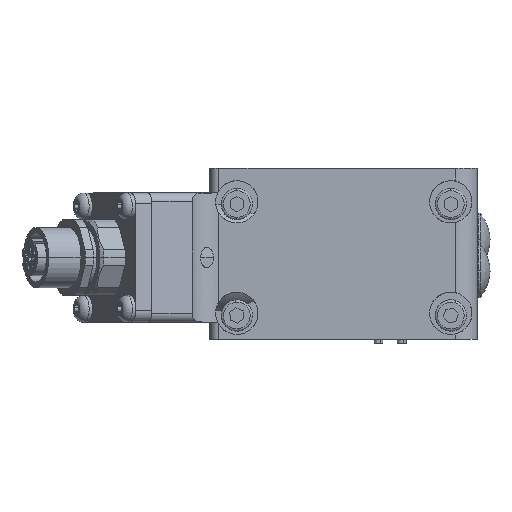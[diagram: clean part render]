
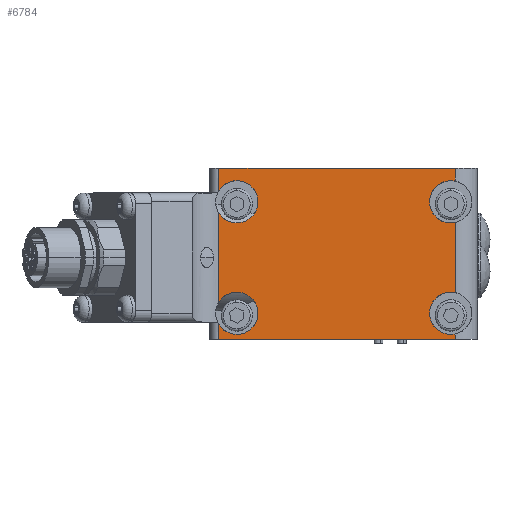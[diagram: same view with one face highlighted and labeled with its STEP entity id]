
A CAD part, top view. The second image highlights one B-rep face of the part: STEP entity #6784.
In plain terms, the highlighted planar face has unit normal (0, 0, 1).
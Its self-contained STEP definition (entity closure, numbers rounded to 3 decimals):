
#1244 = ORIENTED_EDGE ( 'NONE', *, *, #29777, .T. ) ;
#1299 = CARTESIAN_POINT ( 'NONE',  ( 45., -8.706, 33. ) ) ;
#1496 = VERTEX_POINT ( 'NONE', #21983 ) ;
#1707 = ORIENTED_EDGE ( 'NONE', *, *, #24872, .F. ) ;
#2728 = DIRECTION ( 'NONE',  ( -1., 0., 0. ) ) ;
#3697 = DIRECTION ( 'NONE',  ( 0., 0., -1. ) ) ;
#3725 = VECTOR ( 'NONE', #24352, 1000. ) ;
#4112 = VERTEX_POINT ( 'NONE', #33624 ) ;
#4139 = FACE_OUTER_BOUND ( 'NONE', #30271, .T. ) ;
#4225 = VECTOR ( 'NONE', #20180, 1000. ) ;
#4757 = CARTESIAN_POINT ( 'NONE',  ( 50., 19.15, 33. ) ) ;
#4891 = ORIENTED_EDGE ( 'NONE', *, *, #30317, .T. ) ;
#5776 = CIRCLE ( 'NONE', #27397, 4.75 ) ;
#5926 = CARTESIAN_POINT ( 'NONE',  ( 45., -17.994, 33. ) ) ;
#6124 = DIRECTION ( 'NONE',  ( 0., 0., -1. ) ) ;
#6784 = ADVANCED_FACE ( 'NONE', ( #4139 ), #13859, .F. ) ;
#6871 = AXIS2_PLACEMENT_3D ( 'NONE', #35033, #6124, #15637 ) ;
#6885 = DIRECTION ( 'NONE',  ( 0., -1., 0. ) ) ;
#7487 = CARTESIAN_POINT ( 'NONE',  ( 50., 19.15, 33. ) ) ;
#7703 = AXIS2_PLACEMENT_3D ( 'NONE', #16376, #3697, #26106 ) ;
#8434 = AXIS2_PLACEMENT_3D ( 'NONE', #13148, #38699, #32539 ) ;
#8567 = VERTEX_POINT ( 'NONE', #1299 ) ;
#9116 = LINE ( 'NONE', #15863, #21386 ) ;
#9381 = EDGE_CURVE ( 'NONE', #35337, #24515, #12787, .T. ) ;
#9645 = VECTOR ( 'NONE', #11800, 1000. ) ;
#9716 = CARTESIAN_POINT ( 'NONE',  ( 45., 19.15, 33. ) ) ;
#9994 = VERTEX_POINT ( 'NONE', #30963 ) ;
#10221 = LINE ( 'NONE', #7487, #4225 ) ;
#10229 = VERTEX_POINT ( 'NONE', #17454 ) ;
#10263 = DIRECTION ( 'NONE',  ( -1., 0., 0. ) ) ;
#10569 = CIRCLE ( 'NONE', #34153, 4.75 ) ;
#10834 = CARTESIAN_POINT ( 'NONE',  ( 39.25, 11.65, 33. ) ) ;
#11177 = LINE ( 'NONE', #24302, #9645 ) ;
#11646 = CARTESIAN_POINT ( 'NONE',  ( 45., 19.15, 33. ) ) ;
#11727 = CARTESIAN_POINT ( 'NONE',  ( -8., 9.088, 33. ) ) ;
#11743 = CARTESIAN_POINT ( 'NONE',  ( 45., 7.006, 33. ) ) ;
#11800 = DIRECTION ( 'NONE',  ( 0., -1., 0. ) ) ;
#12436 = CIRCLE ( 'NONE', #8434, 4.75 ) ;
#12467 = DIRECTION ( 'NONE',  ( 0., 0., -1. ) ) ;
#12719 = EDGE_CURVE ( 'NONE', #14418, #38373, #24468, .T. ) ;
#12787 = CIRCLE ( 'NONE', #24980, 4.75 ) ;
#12992 = AXIS2_PLACEMENT_3D ( 'NONE', #31654, #12467, #2728 ) ;
#13148 = CARTESIAN_POINT ( 'NONE',  ( -4., -13.35, 33. ) ) ;
#13395 = EDGE_CURVE ( 'NONE', #23743, #29679, #38902, .T. ) ;
#13558 = EDGE_CURVE ( 'NONE', #1496, #19055, #27915, .T. ) ;
#13859 = PLANE ( 'NONE',  #30591 ) ;
#13871 = EDGE_CURVE ( 'NONE', #41780, #8567, #5776, .T. ) ;
#14418 = VERTEX_POINT ( 'NONE', #15916 ) ;
#14419 = DIRECTION ( 'NONE',  ( -1., 0., 0. ) ) ;
#14884 = ORIENTED_EDGE ( 'NONE', *, *, #36296, .T. ) ;
#15637 = DIRECTION ( 'NONE',  ( -1., 0., 0. ) ) ;
#15863 = CARTESIAN_POINT ( 'NONE',  ( -8., 19.15, 33. ) ) ;
#15916 = CARTESIAN_POINT ( 'NONE',  ( 0.75, -13.35, 33. ) ) ;
#16278 = DIRECTION ( 'NONE',  ( 0., -1., 0. ) ) ;
#16376 = CARTESIAN_POINT ( 'NONE',  ( 44., -13.35, 33. ) ) ;
#16520 = ORIENTED_EDGE ( 'NONE', *, *, #22058, .T. ) ;
#16523 = DIRECTION ( 'NONE',  ( 0., 1., 0. ) ) ;
#17454 = CARTESIAN_POINT ( 'NONE',  ( -8., -10.788, 33. ) ) ;
#17650 = VECTOR ( 'NONE', #6885, 1000. ) ;
#17819 = ORIENTED_EDGE ( 'NONE', *, *, #13871, .T. ) ;
#18384 = ORIENTED_EDGE ( 'NONE', *, *, #13395, .T. ) ;
#18424 = ORIENTED_EDGE ( 'NONE', *, *, #33920, .T. ) ;
#18665 = DIRECTION ( 'NONE',  ( 0., 0., -1. ) ) ;
#18700 = ORIENTED_EDGE ( 'NONE', *, *, #13558, .T. ) ;
#18724 = ORIENTED_EDGE ( 'NONE', *, *, #30839, .T. ) ;
#18764 = CIRCLE ( 'NONE', #24153, 4.75 ) ;
#19040 = DIRECTION ( 'NONE',  ( 0., 1., 0. ) ) ;
#19055 = VERTEX_POINT ( 'NONE', #5926 ) ;
#19244 = CARTESIAN_POINT ( 'NONE',  ( 45., 19.15, 33. ) ) ;
#19282 = DIRECTION ( 'NONE',  ( -1., 0., 0. ) ) ;
#19409 = VERTEX_POINT ( 'NONE', #39400 ) ;
#19472 = CARTESIAN_POINT ( 'NONE',  ( -4., 11.65, 33. ) ) ;
#20180 = DIRECTION ( 'NONE',  ( 1., 0., 0. ) ) ;
#20339 = LINE ( 'NONE', #29781, #22366 ) ;
#20635 = EDGE_CURVE ( 'NONE', #4112, #35337, #10569, .T. ) ;
#20707 = EDGE_CURVE ( 'NONE', #24515, #10229, #9116, .T. ) ;
#21386 = VECTOR ( 'NONE', #16278, 1000. ) ;
#21983 = CARTESIAN_POINT ( 'NONE',  ( 45., -19.15, 33. ) ) ;
#22058 = EDGE_CURVE ( 'NONE', #8567, #40716, #34797, .T. ) ;
#22242 = CARTESIAN_POINT ( 'NONE',  ( -8., -15.912, 33. ) ) ;
#22366 = VECTOR ( 'NONE', #36112, 1000. ) ;
#22952 = CARTESIAN_POINT ( 'NONE',  ( 39.25, -13.35, 33. ) ) ;
#23743 = VERTEX_POINT ( 'NONE', #27423 ) ;
#24153 = AXIS2_PLACEMENT_3D ( 'NONE', #27868, #41589, #40765 ) ;
#24302 = CARTESIAN_POINT ( 'NONE',  ( -8., 19.15, 33. ) ) ;
#24352 = DIRECTION ( 'NONE',  ( 0., 1., 0. ) ) ;
#24468 = CIRCLE ( 'NONE', #6871, 4.75 ) ;
#24515 = VERTEX_POINT ( 'NONE', #11727 ) ;
#24872 = EDGE_CURVE ( 'NONE', #19409, #29679, #10221, .T. ) ;
#24980 = AXIS2_PLACEMENT_3D ( 'NONE', #39194, #26120, #10263 ) ;
#26099 = ORIENTED_EDGE ( 'NONE', *, *, #37605, .T. ) ;
#26106 = DIRECTION ( 'NONE',  ( -1., 0., 0. ) ) ;
#26120 = DIRECTION ( 'NONE',  ( 0., 0., -1. ) ) ;
#26328 = CARTESIAN_POINT ( 'NONE',  ( -8., 19.15, 33. ) ) ;
#27247 = CIRCLE ( 'NONE', #7703, 4.75 ) ;
#27397 = AXIS2_PLACEMENT_3D ( 'NONE', #32951, #39983, #14419 ) ;
#27423 = CARTESIAN_POINT ( 'NONE',  ( 45., 16.294, 33. ) ) ;
#27868 = CARTESIAN_POINT ( 'NONE',  ( 44., 11.65, 33. ) ) ;
#27915 = LINE ( 'NONE', #11646, #3725 ) ;
#29679 = VERTEX_POINT ( 'NONE', #9716 ) ;
#29777 = EDGE_CURVE ( 'NONE', #37424, #23743, #31163, .T. ) ;
#29781 = CARTESIAN_POINT ( 'NONE',  ( 50., -19.15, 33. ) ) ;
#30003 = EDGE_CURVE ( 'NONE', #19409, #4112, #11177, .T. ) ;
#30158 = VECTOR ( 'NONE', #19040, 1000. ) ;
#30271 = EDGE_LOOP ( 'NONE', ( #34868, #30647, #40803, #33846, #18724, #32300, #14884, #26099, #18700, #4891, #17819, #16520, #18424, #1244, #18384, #1707 ) ) ;
#30317 = EDGE_CURVE ( 'NONE', #19055, #41780, #27247, .T. ) ;
#30501 = DIRECTION ( 'NONE',  ( 0., 0., -1. ) ) ;
#30591 = AXIS2_PLACEMENT_3D ( 'NONE', #4757, #30501, #33459 ) ;
#30647 = ORIENTED_EDGE ( 'NONE', *, *, #20635, .T. ) ;
#30839 = EDGE_CURVE ( 'NONE', #10229, #14418, #12436, .T. ) ;
#30963 = CARTESIAN_POINT ( 'NONE',  ( -8., -19.15, 33. ) ) ;
#31163 = CIRCLE ( 'NONE', #12992, 4.75 ) ;
#31654 = CARTESIAN_POINT ( 'NONE',  ( 44., 11.65, 33. ) ) ;
#32300 = ORIENTED_EDGE ( 'NONE', *, *, #12719, .T. ) ;
#32539 = DIRECTION ( 'NONE',  ( -1., 0., 0. ) ) ;
#32815 = LINE ( 'NONE', #26328, #17650 ) ;
#32951 = CARTESIAN_POINT ( 'NONE',  ( 44., -13.35, 33. ) ) ;
#33184 = CARTESIAN_POINT ( 'NONE',  ( 0.75, 11.65, 33. ) ) ;
#33459 = DIRECTION ( 'NONE',  ( -1., 0., 0. ) ) ;
#33624 = CARTESIAN_POINT ( 'NONE',  ( -8., 14.212, 33. ) ) ;
#33846 = ORIENTED_EDGE ( 'NONE', *, *, #20707, .T. ) ;
#33920 = EDGE_CURVE ( 'NONE', #40716, #37424, #18764, .T. ) ;
#34153 = AXIS2_PLACEMENT_3D ( 'NONE', #19472, #18665, #19282 ) ;
#34797 = LINE ( 'NONE', #19244, #30158 ) ;
#34868 = ORIENTED_EDGE ( 'NONE', *, *, #30003, .T. ) ;
#35033 = CARTESIAN_POINT ( 'NONE',  ( -4., -13.35, 33. ) ) ;
#35337 = VERTEX_POINT ( 'NONE', #33184 ) ;
#36112 = DIRECTION ( 'NONE',  ( 1., 0., 0. ) ) ;
#36296 = EDGE_CURVE ( 'NONE', #38373, #9994, #32815, .T. ) ;
#36735 = VECTOR ( 'NONE', #16523, 1000. ) ;
#37424 = VERTEX_POINT ( 'NONE', #10834 ) ;
#37605 = EDGE_CURVE ( 'NONE', #9994, #1496, #20339, .T. ) ;
#38373 = VERTEX_POINT ( 'NONE', #22242 ) ;
#38477 = CARTESIAN_POINT ( 'NONE',  ( 45., 19.15, 33. ) ) ;
#38699 = DIRECTION ( 'NONE',  ( 0., 0., -1. ) ) ;
#38902 = LINE ( 'NONE', #38477, #36735 ) ;
#39194 = CARTESIAN_POINT ( 'NONE',  ( -4., 11.65, 33. ) ) ;
#39400 = CARTESIAN_POINT ( 'NONE',  ( -8., 19.15, 33. ) ) ;
#39983 = DIRECTION ( 'NONE',  ( 0., 0., -1. ) ) ;
#40716 = VERTEX_POINT ( 'NONE', #11743 ) ;
#40765 = DIRECTION ( 'NONE',  ( -1., 0., 0. ) ) ;
#40803 = ORIENTED_EDGE ( 'NONE', *, *, #9381, .T. ) ;
#41589 = DIRECTION ( 'NONE',  ( 0., 0., -1. ) ) ;
#41780 = VERTEX_POINT ( 'NONE', #22952 ) ;
